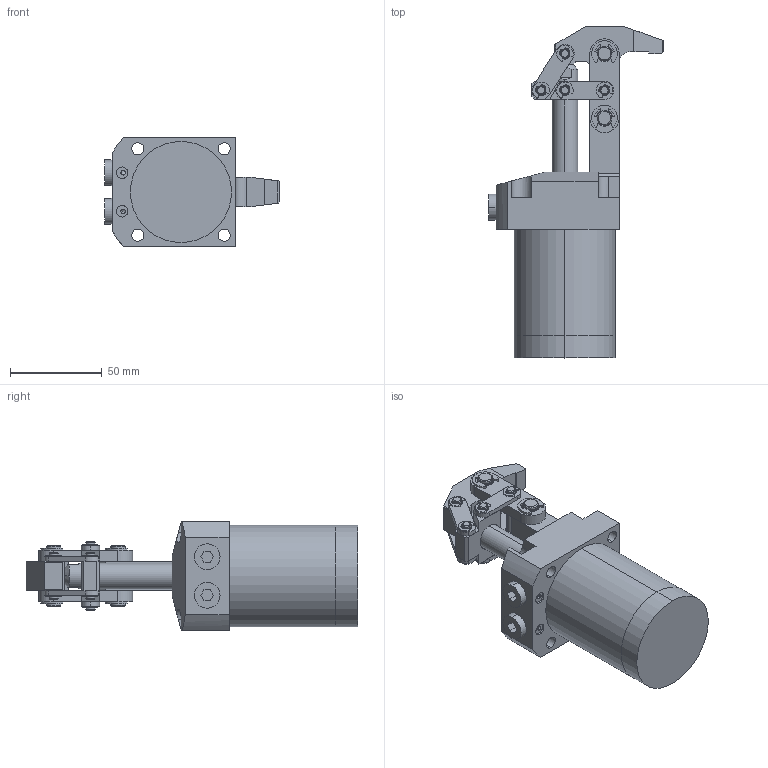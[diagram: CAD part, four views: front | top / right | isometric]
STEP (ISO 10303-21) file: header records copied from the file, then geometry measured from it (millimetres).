
FILE_DESCRIPTION (( 'STEP AP203' ), '1' );
FILE_NAME ('CLF5H-32G油压杠杆缸三维图.STEP', '2019-04-01T01:25:25', ( 'User' ), ( 'china' ), 'SwSTEP 2.0', 'SolidWorks 2018', '' );
FILE_SCHEMA (( 'CONFIG_CONTROL_DESIGN' ));
Length unit declared in the file: millimetre
Products named in the file (17): 掛极32G; 揤旋_1; 挡圈2_1; 活塞杆32; 蟀裝3_1; 蟀裝4_1; 囀鞠褒黑芛郔陔1-8; 蟀裝2_1; 种粣2_1; CLF5H-32G油压杠杆缸三维图; 种粣1_1; 挡圈1_1; o遠_1; 騵艦遠_1; 蟀裝1_1; 綴裔32; 种粣3_1
Assembly tree (33 placements, depth 2):
  CLF5H-32G油压杠杆缸三维图
    挡圈2_1  x8
    蟀裝4_1  x2
    种粣2_1  x2
    挡圈1_1  x4
    种粣3_1  x2
    揤旋_1
    蟀裝3_1  x2
    蟀裝2_1
    种粣1_1  x2
    o遠_1
    騵艦遠_1
    蟀裝1_1  x2
    綴裔32
    掛极32G
    活塞杆32
    囀鞠褒黑芛郔陔1-8  x2
Bounding box: 95 x 180.5 x 59 mm (x, y, z)
Volume: 292679.6 mm3; surface area: 77803.3 mm2
Topology: 34 solids, 34 shells, 979 faces, 2520 edges, 1638 vertices
Faces by surface type: cylinder 536, plane 282, cone 124, bspline 19, torus 18
Entity records: 30857 total; most frequent: CARTESIAN_POINT 15931, DIRECTION 2657, ORIENTED_EDGE 2642, EDGE_CURVE 1321, AXIS2_PLACEMENT_3D 1018, VERTEX_POINT 854, LINE 621, VECTOR 621
